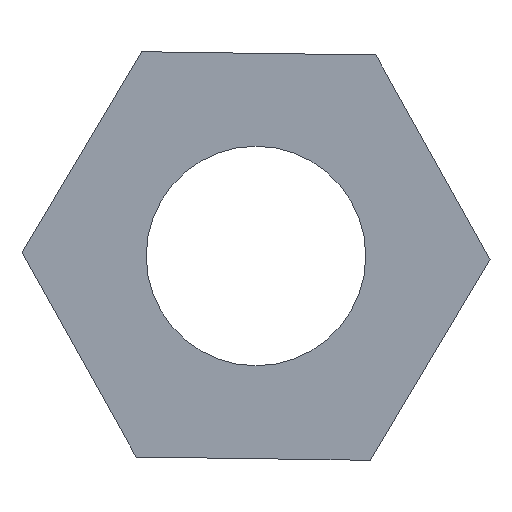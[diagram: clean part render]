
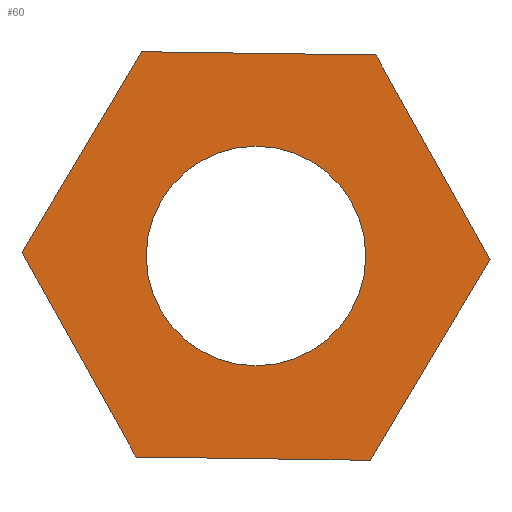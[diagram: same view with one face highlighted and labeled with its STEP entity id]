
A CAD part, front view. The second image highlights one B-rep face of the part: STEP entity #60.
In plain terms, the highlighted planar face has unit normal (0, -1, 0).
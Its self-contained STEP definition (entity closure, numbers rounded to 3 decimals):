
#60=ADVANCED_FACE('NONE',(#82,#83),#84,.F.);
#82=FACE_OUTER_BOUND('',#105,.T.);
#83=FACE_BOUND('',#106,.T.);
#84=PLANE('',#107);
#105=EDGE_LOOP('',(#176,#177,#178,#179,#180,#181));
#106=EDGE_LOOP('',(#182,#183));
#107=AXIS2_PLACEMENT_3D('',#184,#185,#186);
#176=ORIENTED_EDGE('',*,*,#209,.F.);
#177=ORIENTED_EDGE('',*,*,#206,.F.);
#178=ORIENTED_EDGE('',*,*,#203,.F.);
#179=ORIENTED_EDGE('',*,*,#200,.F.);
#180=ORIENTED_EDGE('',*,*,#197,.F.);
#181=ORIENTED_EDGE('',*,*,#211,.F.);
#182=ORIENTED_EDGE('',*,*,#189,.F.);
#183=ORIENTED_EDGE('',*,*,#193,.F.);
#184=CARTESIAN_POINT('',(-2.696,0.0,-2.469));
#185=DIRECTION('',(-0.0,1.0,0.0));
#186=DIRECTION('',(1.0,0.0,0.0));
#189=EDGE_CURVE('NONE',#212,#215,#216,.T.);
#193=EDGE_CURVE('NONE',#215,#212,#221,.T.);
#197=EDGE_CURVE('NONE',#227,#222,#229,.T.);
#200=EDGE_CURVE('NONE',#222,#230,#234,.T.);
#203=EDGE_CURVE('NONE',#230,#235,#239,.T.);
#206=EDGE_CURVE('NONE',#235,#240,#244,.T.);
#209=EDGE_CURVE('NONE',#240,#245,#249,.T.);
#211=EDGE_CURVE('NONE',#245,#227,#251,.T.);
#212=VERTEX_POINT('NONE',#252);
#215=VERTEX_POINT('',#256);
#216=CIRCLE('',#257,1.3);
#221=CIRCLE('',#263,1.3);
#222=VERTEX_POINT('NONE',#264);
#227=VERTEX_POINT('NONE',#271);
#229=LINE('',#274,#275);
#230=VERTEX_POINT('NONE',#276);
#234=LINE('',#282,#283);
#235=VERTEX_POINT('NONE',#284);
#239=LINE('',#290,#291);
#240=VERTEX_POINT('NONE',#292);
#244=LINE('',#298,#299);
#245=VERTEX_POINT('NONE',#300);
#249=LINE('',#306,#307);
#251=LINE('',#310,#311);
#252=CARTESIAN_POINT('',(0.108,0.0,-1.321));
#256=CARTESIAN_POINT('',(0.108,0.0,1.279));
#257=AXIS2_PLACEMENT_3D('',#313,#314,#315);
#263=AXIS2_PLACEMENT_3D('',#323,#324,#325);
#264=CARTESIAN_POINT('',(-1.244,0.,2.398));
#271=CARTESIAN_POINT('',(-2.663,0.,0.018));
#274=CARTESIAN_POINT('',(-1.244,0.0,2.398));
#275=VECTOR('',#329,1000.0);
#276=CARTESIAN_POINT('',(1.527,0.,2.36));
#282=CARTESIAN_POINT('',(1.527,0.0,2.36));
#283=VECTOR('',#332,1000.0);
#284=CARTESIAN_POINT('',(2.879,0.0,-0.059));
#290=CARTESIAN_POINT('',(2.879,0.0,-0.059));
#291=VECTOR('',#335,1000.0);
#292=CARTESIAN_POINT('',(1.46,0.,-2.44));
#298=CARTESIAN_POINT('',(1.46,0.0,-2.44));
#299=VECTOR('',#338,1000.0);
#300=CARTESIAN_POINT('',(-1.311,0.,-2.401));
#306=CARTESIAN_POINT('',(-1.311,0.,-2.401));
#307=VECTOR('',#341,1000.0);
#310=CARTESIAN_POINT('',(-2.663,0.0,0.018));
#311=VECTOR('',#343,1000.0);
#313=CARTESIAN_POINT('',(0.108,0.0,-0.021));
#314=DIRECTION('',(0.0,-1.0,0.0));
#315=DIRECTION('',(0.0,0.0,-1.0));
#323=CARTESIAN_POINT('',(0.108,0.0,-0.021));
#324=DIRECTION('',(0.0,-1.0,0.0));
#325=DIRECTION('',(0.0,0.0,-1.0));
#329=DIRECTION('',(0.512,-0.0,0.859));
#332=DIRECTION('',(1.,-0.0,-0.014));
#335=DIRECTION('',(0.488,-0.0,-0.873));
#338=DIRECTION('',(-0.512,-0.0,-0.859));
#341=DIRECTION('',(-1.,-0.0,0.014));
#343=DIRECTION('',(-0.488,-0.0,0.873));
